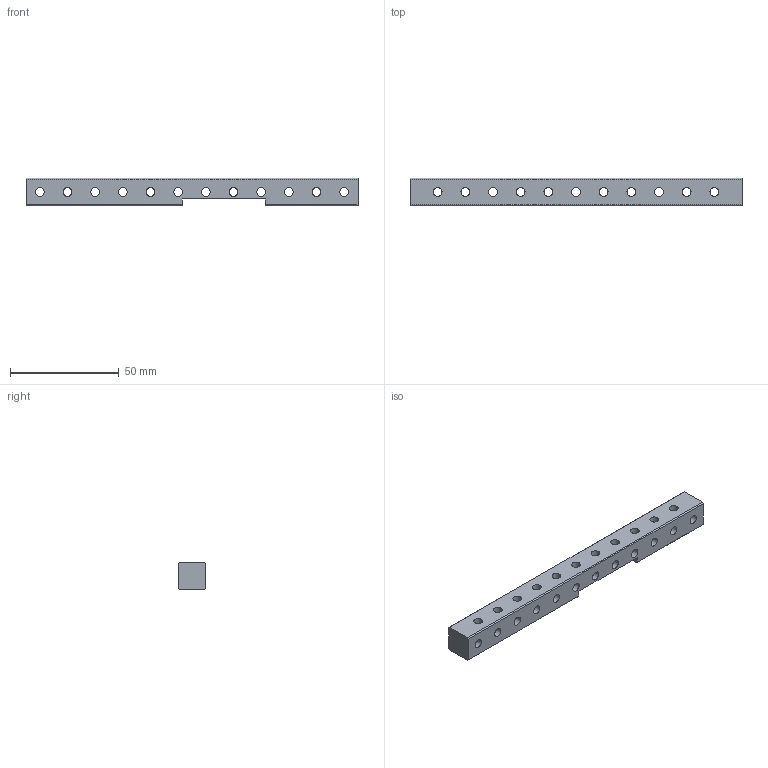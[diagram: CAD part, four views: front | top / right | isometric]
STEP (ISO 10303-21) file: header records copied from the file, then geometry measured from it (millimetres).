
FILE_DESCRIPTION(/* description */ ('STEP AP214'),/* implementation_level */ '2;1');
FILE_NAME(/* name */ '65c589b85f58383adc4ca756',/* time_stamp */ '2024-02-09T02:11:04Z',/* author */ (''),/* organization */ (''),/* preprocessor_version */ 'ST-DEVELOPER v19.4',/* originating_system */ ' ',/* authorisation */ ' ');
FILE_SCHEMA (('AUTOMOTIVE_DESIGN {1 0 10303 214 3 1 1}'));
Length unit declared in the file: metre
Products named in the file (1): Strip Nut
Bounding box: 152.4 x 12.7 x 12.7 mm (x, y, z)
Volume: 19357.8 mm3; surface area: 10741.4 mm2
Topology: 1 solids, 1 shells, 39 faces, 114 edges, 77 vertices
Faces by surface type: cylinder 23, plane 16
Full cylindrical faces by diameter (mm): 4.039 x23
Entity records: 1298 total; most frequent: DIRECTION 214, CARTESIAN_POINT 202, ORIENTED_EDGE 176, EDGE_LOOP 108, FACE_BOUND 108, EDGE_CURVE 88, AXIS2_PLACEMENT_3D 86, VERTEX_POINT 74
